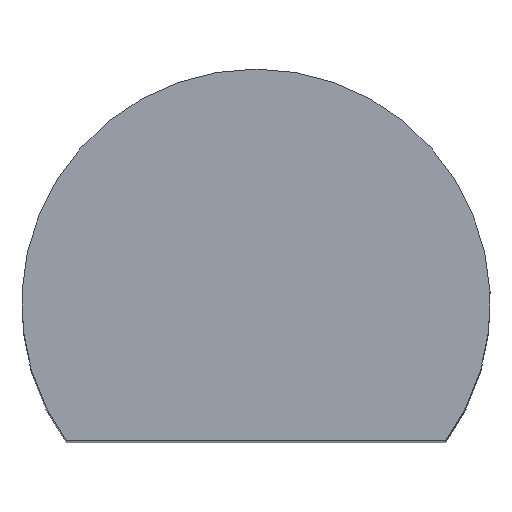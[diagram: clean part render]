
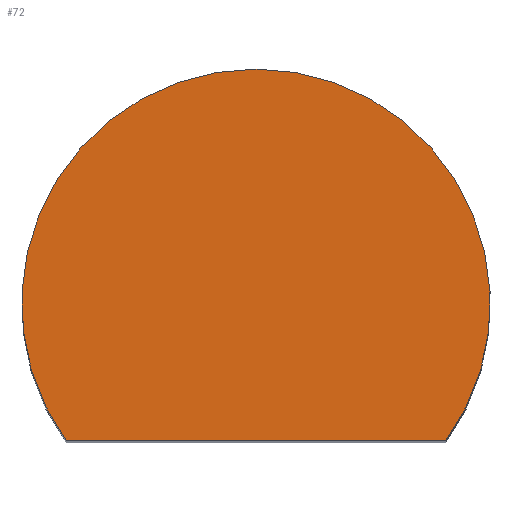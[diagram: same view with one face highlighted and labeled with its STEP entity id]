
A CAD part, top view. The second image highlights one B-rep face of the part: STEP entity #72.
In plain terms, the highlighted planar face has unit normal (0, 0, 1).
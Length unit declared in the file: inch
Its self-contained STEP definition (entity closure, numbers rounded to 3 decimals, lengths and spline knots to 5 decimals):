
#21=CIRCLE('',#96,0.492);
#31=FACE_OUTER_BOUND('',#35,.T.);
#35=EDGE_LOOP('',(#64,#65));
#38=LINE('',#128,#42);
#42=VECTOR('',#106,0.3937);
#46=VERTEX_POINT('',#125);
#47=VERTEX_POINT('',#127);
#50=EDGE_CURVE('',#47,#46,#38,.T.);
#53=EDGE_CURVE('',#46,#47,#21,.T.);
#64=ORIENTED_EDGE('',*,*,#53,.T.);
#65=ORIENTED_EDGE('',*,*,#50,.T.);
#68=PLANE('',#98);
#72=ADVANCED_FACE('',(#31),#68,.T.);
#96=AXIS2_PLACEMENT_3D('',#132,#112,#113);
#98=AXIS2_PLACEMENT_3D('',#134,#116,#117);
#106=DIRECTION('',(1.,0.,0.));
#112=DIRECTION('center_axis',(0.,0.,1.));
#113=DIRECTION('ref_axis',(-0.81,0.587,0.));
#116=DIRECTION('center_axis',(0.,0.,1.));
#117=DIRECTION('ref_axis',(1.,0.,0.));
#125=CARTESIAN_POINT('',(0.39848,-0.28858,2.48031));
#127=CARTESIAN_POINT('',(-0.39848,-0.28858,2.48031));
#128=CARTESIAN_POINT('',(0.39848,-0.28858,2.48031));
#132=CARTESIAN_POINT('Origin',(0.,0.,2.48031));
#134=CARTESIAN_POINT('Origin',(0.,0.0265,
2.48031));
